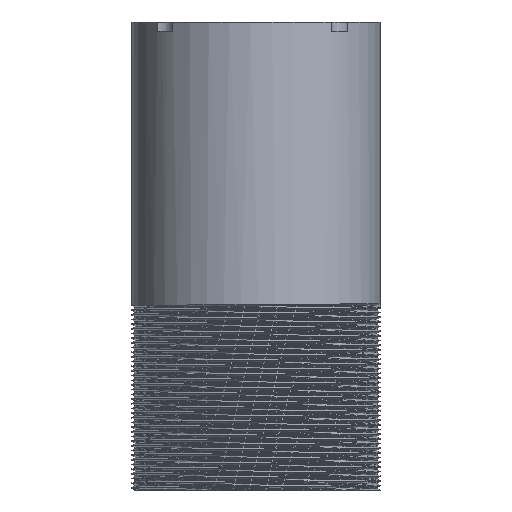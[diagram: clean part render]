
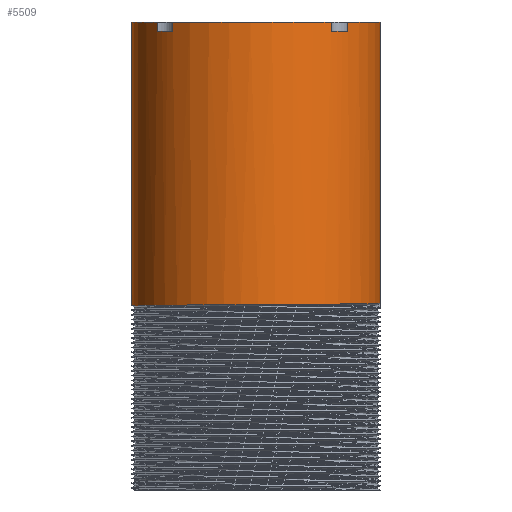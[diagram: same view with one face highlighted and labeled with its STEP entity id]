
A CAD part, front view. The second image highlights one B-rep face of the part: STEP entity #5509.
In plain terms, the highlighted cylindrical face has radius 26.5 mm (diameter 53 mm), a partial arc.
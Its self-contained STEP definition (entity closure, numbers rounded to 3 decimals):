
#62 = CYLINDRICAL_SURFACE ( 'NONE', #5254, 26.5 ) ;
#185 = ORIENTED_EDGE ( 'NONE', *, *, #8276, .F. ) ;
#368 = ORIENTED_EDGE ( 'NONE', *, *, #7507, .F. ) ;
#532 = DIRECTION ( 'NONE',  ( 0., 0., 1. ) ) ;
#586 = ORIENTED_EDGE ( 'NONE', *, *, #9105, .T. ) ;
#598 = EDGE_CURVE ( 'NONE', #2028, #3866, #2376, .T. ) ;
#621 = DIRECTION ( 'NONE',  ( 0., 0., 1. ) ) ;
#626 = CARTESIAN_POINT ( 'NONE',  ( 26.5, 0., 100. ) ) ;
#633 = VERTEX_POINT ( 'NONE', #3943 ) ;
#634 = LINE ( 'NONE', #7912, #9352 ) ;
#737 = CIRCLE ( 'NONE', #2524, 26.5 ) ;
#916 = CARTESIAN_POINT ( 'NONE',  ( 0., 0., 100. ) ) ;
#1089 = VERTEX_POINT ( 'NONE', #4073 ) ;
#1090 = DIRECTION ( 'NONE',  ( 0., 0., 1. ) ) ;
#1109 = DIRECTION ( 'NONE',  ( 0., 0., 1. ) ) ;
#1134 = CARTESIAN_POINT ( 'NONE',  ( 0., 0., 98. ) ) ;
#1167 = VECTOR ( 'NONE', #4357, 1000. ) ;
#1424 = DIRECTION ( 'NONE',  ( 0., 0., 1. ) ) ;
#1593 = CARTESIAN_POINT ( 'NONE',  ( -10.977, -26.5, 39.562 ) ) ;
#1614 = AXIS2_PLACEMENT_3D ( 'NONE', #5665, #621, #7900 ) ;
#1695 = EDGE_CURVE ( 'NONE', #633, #1878, #3288, .T. ) ;
#1697 = CARTESIAN_POINT ( 'NONE',  ( 16.039, -21.095, 100. ) ) ;
#1727 = DIRECTION ( 'NONE',  ( 0., 0., -1. ) ) ;
#1777 = CARTESIAN_POINT ( 'NONE',  ( -21.095, -16.039, 100. ) ) ;
#1819 = DIRECTION ( 'NONE',  ( 1., 0., 0. ) ) ;
#1878 = VERTEX_POINT ( 'NONE', #8946 ) ;
#2028 = VERTEX_POINT ( 'NONE', #6541 ) ;
#2084 = LINE ( 'NONE', #7822, #1167 ) ;
#2128 = VERTEX_POINT ( 'NONE', #1697 ) ;
#2214 = CARTESIAN_POINT ( 'NONE',  ( 26.5, -10.977, 39.812 ) ) ;
#2376 = CIRCLE ( 'NONE', #8583, 26.5 ) ;
#2383 = VECTOR ( 'NONE', #8952, 1000. ) ;
#2524 = AXIS2_PLACEMENT_3D ( 'NONE', #1134, #1090, #7004 ) ;
#2528 = CARTESIAN_POINT ( 'NONE',  ( 16.039, -21.095, 98. ) ) ;
#2775 = ORIENTED_EDGE ( 'NONE', *, *, #1695, .F. ) ;
#2903 = CARTESIAN_POINT ( 'NONE',  ( 0., 0., 100. ) ) ;
#3029 = CARTESIAN_POINT ( 'NONE',  ( -18.738, -18.738, 39.5 ) ) ;
#3079 = CARTESIAN_POINT ( 'NONE',  ( 16.039, -21.095, 98. ) ) ;
#3088 = DIRECTION ( 'NONE',  ( 0., 0., 1. ) ) ;
#3180 = EDGE_CURVE ( 'NONE', #1089, #5903, #6533, .T. ) ;
#3187 = VERTEX_POINT ( 'NONE', #3607 ) ;
#3280 = ORIENTED_EDGE ( 'NONE', *, *, #8284, .F. ) ;
#3288 =( BOUNDED_CURVE ( )  B_SPLINE_CURVE ( 2, ( #4393, #2214, #4438, #5239, #8001, #1593, #3029, #3690, #7423 ),
 .UNSPECIFIED., .F., .T. ) 
 B_SPLINE_CURVE_WITH_KNOTS ( ( 3, 2, 2, 2, 3 ),
 ( 0., 0.003, 0.006, 0.009, 0.013 ),
 .UNSPECIFIED. ) 
 CURVE ( )  GEOMETRIC_REPRESENTATION_ITEM ( )  RATIONAL_B_SPLINE_CURVE ( ( 1., 0.924, 1., 0.924, 1., 0.924, 1., 0.924, 1. ) ) 
 REPRESENTATION_ITEM ( '' )  );
#3416 = CARTESIAN_POINT ( 'NONE',  ( -21.095, -16.039, 98. ) ) ;
#3449 = CIRCLE ( 'NONE', #4634, 26.5 ) ;
#3577 = VERTEX_POINT ( 'NONE', #4867 ) ;
#3607 = CARTESIAN_POINT ( 'NONE',  ( 19.596, -17.84, 98. ) ) ;
#3690 = CARTESIAN_POINT ( 'NONE',  ( -26.5, -10.977, 39.437 ) ) ;
#3740 = VECTOR ( 'NONE', #1727, 1000. ) ;
#3831 = LINE ( 'NONE', #3079, #2383 ) ;
#3866 = VERTEX_POINT ( 'NONE', #626 ) ;
#3943 = CARTESIAN_POINT ( 'NONE',  ( 26.5, 0., 39.875 ) ) ;
#3958 = CARTESIAN_POINT ( 'NONE',  ( 26.5, 0., 100. ) ) ;
#4015 = CARTESIAN_POINT ( 'NONE',  ( -17.84, -19.596, 100. ) ) ;
#4073 = CARTESIAN_POINT ( 'NONE',  ( -17.84, -19.596, 98. ) ) ;
#4219 = ORIENTED_EDGE ( 'NONE', *, *, #598, .F. ) ;
#4262 = CARTESIAN_POINT ( 'NONE',  ( -26.5, 0., 100. ) ) ;
#4357 = DIRECTION ( 'NONE',  ( 0., 0., -1. ) ) ;
#4393 = CARTESIAN_POINT ( 'NONE',  ( 26.5, 0., 39.875 ) ) ;
#4436 = VERTEX_POINT ( 'NONE', #1777 ) ;
#4438 = CARTESIAN_POINT ( 'NONE',  ( 18.738, -18.738, 39.75 ) ) ;
#4621 = CARTESIAN_POINT ( 'NONE',  ( 0., 0., 100. ) ) ;
#4634 = AXIS2_PLACEMENT_3D ( 'NONE', #4621, #7509, #1819 ) ;
#4867 = CARTESIAN_POINT ( 'NONE',  ( -21.095, -16.039, 98. ) ) ;
#4973 = ORIENTED_EDGE ( 'NONE', *, *, #9213, .T. ) ;
#5239 = CARTESIAN_POINT ( 'NONE',  ( 10.977, -26.5, 39.687 ) ) ;
#5253 = DIRECTION ( 'NONE',  ( 1., 0., 0. ) ) ;
#5254 = AXIS2_PLACEMENT_3D ( 'NONE', #2903, #8009, #8725 ) ;
#5509 = ADVANCED_FACE ( 'NONE', ( #8773 ), #62, .T. ) ;
#5665 = CARTESIAN_POINT ( 'NONE',  ( 0., 0., 98. ) ) ;
#5772 = ORIENTED_EDGE ( 'NONE', *, *, #3180, .F. ) ;
#5847 = VECTOR ( 'NONE', #532, 1000. ) ;
#5903 = VERTEX_POINT ( 'NONE', #4015 ) ;
#6117 = DIRECTION ( 'NONE',  ( 1., 0., 0. ) ) ;
#6163 = VERTEX_POINT ( 'NONE', #4262 ) ;
#6315 = CIRCLE ( 'NONE', #1614, 26.5 ) ;
#6533 = LINE ( 'NONE', #8584, #7672 ) ;
#6541 = CARTESIAN_POINT ( 'NONE',  ( 19.596, -17.84, 100. ) ) ;
#6596 = CIRCLE ( 'NONE', #8262, 26.5 ) ;
#6811 = LINE ( 'NONE', #3416, #5847 ) ;
#7004 = DIRECTION ( 'NONE',  ( 1., 0., 0. ) ) ;
#7126 = ORIENTED_EDGE ( 'NONE', *, *, #8422, .F. ) ;
#7259 = VERTEX_POINT ( 'NONE', #2528 ) ;
#7423 = CARTESIAN_POINT ( 'NONE',  ( -26.5, 0., 39.375 ) ) ;
#7432 = EDGE_CURVE ( 'NONE', #6163, #4436, #6596, .T. ) ;
#7507 = EDGE_CURVE ( 'NONE', #3577, #1089, #737, .T. ) ;
#7509 = DIRECTION ( 'NONE',  ( 0., 0., 1. ) ) ;
#7531 = EDGE_CURVE ( 'NONE', #3577, #4436, #6811, .T. ) ;
#7588 = CARTESIAN_POINT ( 'NONE',  ( 0., 0., 100. ) ) ;
#7672 = VECTOR ( 'NONE', #1424, 1000. ) ;
#7709 = EDGE_CURVE ( 'NONE', #3187, #2028, #634, .T. ) ;
#7733 = ORIENTED_EDGE ( 'NONE', *, *, #7709, .F. ) ;
#7822 = CARTESIAN_POINT ( 'NONE',  ( -26.5, 0., 100. ) ) ;
#7900 = DIRECTION ( 'NONE',  ( 1., 0., 0. ) ) ;
#7912 = CARTESIAN_POINT ( 'NONE',  ( 19.596, -17.84, 98. ) ) ;
#8001 = CARTESIAN_POINT ( 'NONE',  ( 0., -26.5, 39.625 ) ) ;
#8009 = DIRECTION ( 'NONE',  ( 0., 0., -1. ) ) ;
#8262 = AXIS2_PLACEMENT_3D ( 'NONE', #916, #3088, #5253 ) ;
#8276 = EDGE_CURVE ( 'NONE', #3866, #633, #8320, .T. ) ;
#8284 = EDGE_CURVE ( 'NONE', #5903, #2128, #3449, .T. ) ;
#8320 = LINE ( 'NONE', #3958, #3740 ) ;
#8422 = EDGE_CURVE ( 'NONE', #7259, #3187, #6315, .T. ) ;
#8436 = EDGE_LOOP ( 'NONE', ( #185, #4219, #7733, #7126, #4973, #3280, #5772, #368, #9098, #9293, #586, #2775 ) ) ;
#8531 = DIRECTION ( 'NONE',  ( 0., 0., 1. ) ) ;
#8583 = AXIS2_PLACEMENT_3D ( 'NONE', #7588, #1109, #6117 ) ;
#8584 = CARTESIAN_POINT ( 'NONE',  ( -17.84, -19.596, 98. ) ) ;
#8725 = DIRECTION ( 'NONE',  ( -1., 0., 0. ) ) ;
#8773 = FACE_OUTER_BOUND ( 'NONE', #8436, .T. ) ;
#8946 = CARTESIAN_POINT ( 'NONE',  ( -26.5, 0., 39.375 ) ) ;
#8952 = DIRECTION ( 'NONE',  ( 0., 0., 1. ) ) ;
#9098 = ORIENTED_EDGE ( 'NONE', *, *, #7531, .T. ) ;
#9105 = EDGE_CURVE ( 'NONE', #6163, #1878, #2084, .T. ) ;
#9213 = EDGE_CURVE ( 'NONE', #7259, #2128, #3831, .T. ) ;
#9293 = ORIENTED_EDGE ( 'NONE', *, *, #7432, .F. ) ;
#9352 = VECTOR ( 'NONE', #8531, 1000. ) ;
